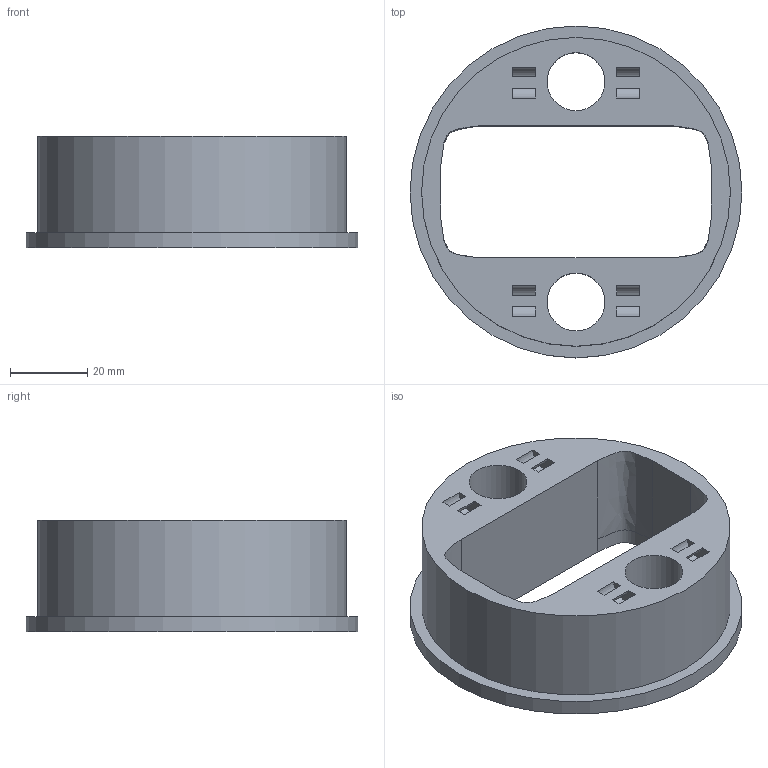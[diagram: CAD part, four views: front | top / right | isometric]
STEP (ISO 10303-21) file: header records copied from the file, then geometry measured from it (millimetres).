
FILE_DESCRIPTION(('HOOPS Exchange Step'),'2;1');
FILE_NAME('temp_export','2022-08-20T11:09:21-07:00',('schwa'),('Shapr3D Limited'),'HOOPS Exchange 2022.1','Shapr3D','Authorized');
FILE_SCHEMA( ('AP203_CONFIGURATION_CONTROLLED_3D_DESIGN_OF_MECHANICAL_PARTS_AND_ASSEMBLIES_MIM_LF') );
Length unit declared in the file: millimetre
Products named in the file (1): Folder 02
Bounding box: 86 x 86 x 29 mm (x, y, z)
Volume: 70332.3 mm3; surface area: 22465.5 mm2
Topology: 1 solids, 1 shells, 36 faces, 103 edges, 70 vertices
Faces by surface type: plane 16, cylinder 12, bspline 8
Full cylindrical faces by diameter (mm): 15 x2, 80 x1, 86 x1
Entity records: 1831 total; most frequent: CARTESIAN_POINT 850, ORIENTED_EDGE 206, DIRECTION 177, EDGE_CURVE 103, VERTEX_POINT 70, VECTOR 63, LINE 63, AXIS2_PLACEMENT_3D 57
